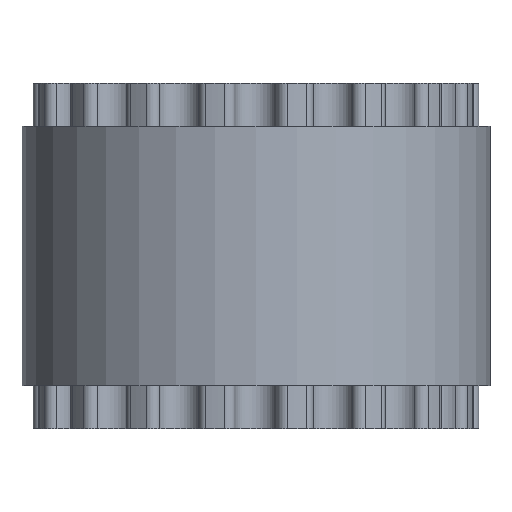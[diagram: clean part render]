
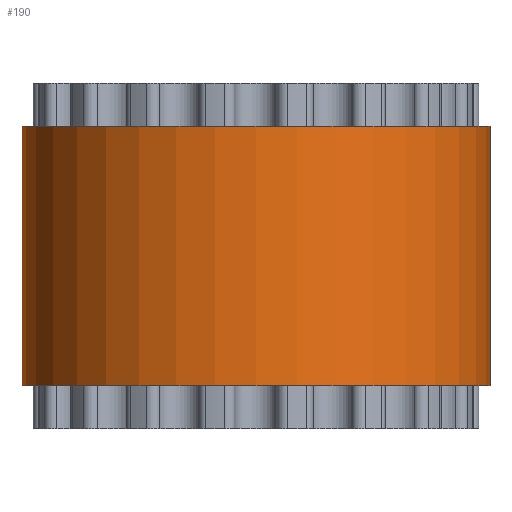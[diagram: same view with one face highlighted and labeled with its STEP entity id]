
A CAD part, front view. The second image highlights one B-rep face of the part: STEP entity #190.
In plain terms, the highlighted cylindrical face has radius 5.411 mm (diameter 10.823 mm), a full revolution.
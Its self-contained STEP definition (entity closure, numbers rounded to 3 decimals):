
#97=FACE_BOUND('',#400,.T.);
#98=FACE_BOUND('',#401,.T.);
#190=ADVANCED_FACE('',(#97,#98),#259,.T.);
#259=CYLINDRICAL_SURFACE('',#1639,5.411);
#400=EDGE_LOOP('',(#946));
#401=EDGE_LOOP('',(#947));
#946=ORIENTED_EDGE('',*,*,#1290,.T.);
#947=ORIENTED_EDGE('',*,*,#1291,.T.);
#1084=VERTEX_POINT('',#2540);
#1085=VERTEX_POINT('',#2542);
#1290=EDGE_CURVE('',#1084,#1084,#1428,.T.);
#1291=EDGE_CURVE('',#1085,#1085,#1429,.T.);
#1428=CIRCLE('',#1637,5.411);
#1429=CIRCLE('',#1638,5.411);
#1637=AXIS2_PLACEMENT_3D('',#2539,#2122,#2123);
#1638=AXIS2_PLACEMENT_3D('',#2541,#2124,#2125);
#1639=AXIS2_PLACEMENT_3D('',#2543,#2126,#2127);
#2122=DIRECTION('',(0.,0.,1.));
#2123=DIRECTION('',(1.,0.,0.));
#2124=DIRECTION('',(0.,0.,-1.));
#2125=DIRECTION('',(1.,0.,0.));
#2126=DIRECTION('',(0.,0.,1.));
#2127=DIRECTION('',(1.,0.,0.));
#2539=CARTESIAN_POINT('',(0.,0.,1.));
#2540=CARTESIAN_POINT('',(5.411,0.,1.));
#2541=CARTESIAN_POINT('',(0.,0.,7.));
#2542=CARTESIAN_POINT('',(5.411,0.,7.));
#2543=CARTESIAN_POINT('',(0.,0.,1.));
